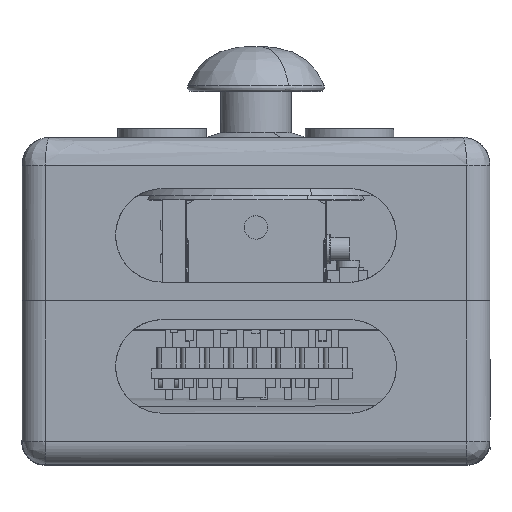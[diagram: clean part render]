
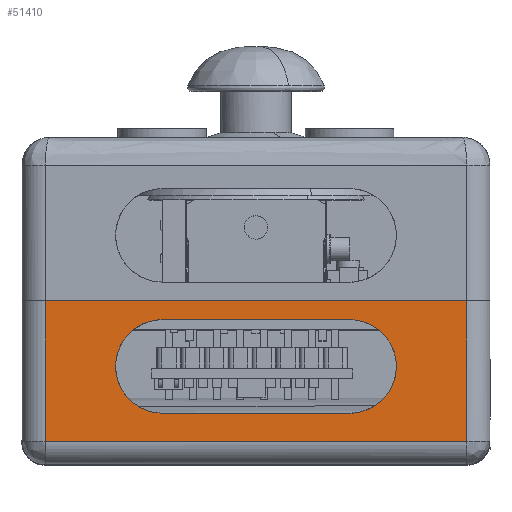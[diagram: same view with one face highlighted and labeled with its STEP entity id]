
A CAD part, top view. The second image highlights one B-rep face of the part: STEP entity #51410.
In plain terms, the highlighted free-form (B-spline) face has degree [1, 1] with [2, 2] control points.
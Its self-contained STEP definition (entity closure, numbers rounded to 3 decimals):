
#51358 = VERTEX_POINT('',#51359);
#51359 = CARTESIAN_POINT('',(32.809,0.,80.199));
#51365 = EDGE_CURVE('',#51358,#51366,#51368,.T.);
#51366 = VERTEX_POINT('',#51367);
#51367 = CARTESIAN_POINT('',(32.809,-21.872,
    80.199));
#51368 = B_SPLINE_CURVE_WITH_KNOTS('',1,(#51369,#51370),.UNSPECIFIED.,
  .F.,.F.,(2,2),(0.,15.),.PIECEWISE_BEZIER_KNOTS.);
#51369 = CARTESIAN_POINT('',(32.809,0.,80.199));
#51370 = CARTESIAN_POINT('',(32.809,-21.872,
    80.199));
#51410 = ADVANCED_FACE('',(#51411,#51433),#51469,.T.);
#51411 = FACE_BOUND('',#51412,.T.);
#51412 = EDGE_LOOP('',(#51413,#51414,#51421,#51428));
#51413 = ORIENTED_EDGE('',*,*,#51365,.F.);
#51414 = ORIENTED_EDGE('',*,*,#51415,.T.);
#51415 = EDGE_CURVE('',#51358,#51416,#51418,.T.);
#51416 = VERTEX_POINT('',#51417);
#51417 = CARTESIAN_POINT('',(-32.809,0.,80.199));
#51418 = B_SPLINE_CURVE_WITH_KNOTS('',1,(#51419,#51420),.UNSPECIFIED.,
  .F.,.F.,(2,2),(-35.,10.),.PIECEWISE_BEZIER_KNOTS.);
#51419 = CARTESIAN_POINT('',(32.809,0.,80.199));
#51420 = CARTESIAN_POINT('',(-32.809,0.,80.199));
#51421 = ORIENTED_EDGE('',*,*,#51422,.F.);
#51422 = EDGE_CURVE('',#51423,#51416,#51425,.T.);
#51423 = VERTEX_POINT('',#51424);
#51424 = CARTESIAN_POINT('',(-32.809,-21.872,
    80.199));
#51425 = B_SPLINE_CURVE_WITH_KNOTS('',1,(#51426,#51427),.UNSPECIFIED.,
  .F.,.F.,(2,2),(-15.,0.),.PIECEWISE_BEZIER_KNOTS.);
#51426 = CARTESIAN_POINT('',(-32.809,-21.872,
    80.199));
#51427 = CARTESIAN_POINT('',(-32.809,0.,80.199));
#51428 = ORIENTED_EDGE('',*,*,#51429,.F.);
#51429 = EDGE_CURVE('',#51366,#51423,#51430,.T.);
#51430 = B_SPLINE_CURVE_WITH_KNOTS('',1,(#51431,#51432),.UNSPECIFIED.,
  .F.,.F.,(2,2),(-35.,10.),.PIECEWISE_BEZIER_KNOTS.);
#51431 = CARTESIAN_POINT('',(32.809,-21.872,
    80.199));
#51432 = CARTESIAN_POINT('',(-32.809,-21.872,
    80.199));
#51433 = FACE_BOUND('',#51434,.T.);
#51434 = EDGE_LOOP('',(#51435,#51444,#51454,#51461));
#51435 = ORIENTED_EDGE('',*,*,#51436,.T.);
#51436 = EDGE_CURVE('',#51437,#51439,#51441,.T.);
#51437 = VERTEX_POINT('',#51438);
#51438 = CARTESIAN_POINT('',(-14.582,-2.916,
    80.199));
#51439 = VERTEX_POINT('',#51440);
#51440 = CARTESIAN_POINT('',(14.582,-2.916,
    80.199));
#51441 = B_SPLINE_CURVE_WITH_KNOTS('',1,(#51442,#51443),.UNSPECIFIED.,
  .F.,.F.,(2,2),(-2.5,17.5),
  .PIECEWISE_BEZIER_KNOTS.);
#51442 = CARTESIAN_POINT('',(-14.582,-2.916,
    80.199));
#51443 = CARTESIAN_POINT('',(14.582,-2.916,
    80.199));
#51444 = ORIENTED_EDGE('',*,*,#51445,.T.);
#51445 = EDGE_CURVE('',#51439,#51446,#51448,.T.);
#51446 = VERTEX_POINT('',#51447);
#51447 = CARTESIAN_POINT('',(14.582,-17.498,
    80.199));
#51448 = ( BOUNDED_CURVE() B_SPLINE_CURVE(2,(#51449,#51450,#51451,#51452
,#51453),.UNSPECIFIED.,.F.,.F.) B_SPLINE_CURVE_WITH_KNOTS((3,2,3),(0.,
1.571,3.142),.PIECEWISE_BEZIER_KNOTS.) CURVE() 
GEOMETRIC_REPRESENTATION_ITEM() RATIONAL_B_SPLINE_CURVE((1.,
0.707,1.,0.707,1.)) REPRESENTATION_ITEM('') );
#51449 = CARTESIAN_POINT('',(14.582,-2.916,
    80.199));
#51450 = CARTESIAN_POINT('',(21.872,-2.916,
    80.199));
#51451 = CARTESIAN_POINT('',(21.872,-10.207,
    80.199));
#51452 = CARTESIAN_POINT('',(21.872,-17.498,
    80.199));
#51453 = CARTESIAN_POINT('',(14.582,-17.498,
    80.199));
#51454 = ORIENTED_EDGE('',*,*,#51455,.T.);
#51455 = EDGE_CURVE('',#51446,#51456,#51458,.T.);
#51456 = VERTEX_POINT('',#51457);
#51457 = CARTESIAN_POINT('',(-14.582,-17.498,
    80.199));
#51458 = B_SPLINE_CURVE_WITH_KNOTS('',1,(#51459,#51460),.UNSPECIFIED.,
  .F.,.F.,(2,2),(-27.5,-7.5),
  .PIECEWISE_BEZIER_KNOTS.);
#51459 = CARTESIAN_POINT('',(14.582,-17.498,
    80.199));
#51460 = CARTESIAN_POINT('',(-14.582,-17.498,
    80.199));
#51461 = ORIENTED_EDGE('',*,*,#51462,.T.);
#51462 = EDGE_CURVE('',#51456,#51437,#51463,.T.);
#51463 = ( BOUNDED_CURVE() B_SPLINE_CURVE(2,(#51464,#51465,#51466,#51467
,#51468),.UNSPECIFIED.,.F.,.F.) B_SPLINE_CURVE_WITH_KNOTS((3,2,3),(0.,
1.571,3.142),.PIECEWISE_BEZIER_KNOTS.) CURVE() 
GEOMETRIC_REPRESENTATION_ITEM() RATIONAL_B_SPLINE_CURVE((1.,
0.707,1.,0.707,1.)) REPRESENTATION_ITEM('') );
#51464 = CARTESIAN_POINT('',(-14.582,-17.498,
    80.199));
#51465 = CARTESIAN_POINT('',(-21.872,-17.498,
    80.199));
#51466 = CARTESIAN_POINT('',(-21.872,-10.207,
    80.199));
#51467 = CARTESIAN_POINT('',(-21.872,-2.916,
    80.199));
#51468 = CARTESIAN_POINT('',(-14.582,-2.916,
    80.199));
#51469 = B_SPLINE_SURFACE_WITH_KNOTS('',1,1,(
    (#51470,#51471)
    ,(#51472,#51473
    )),.UNSPECIFIED.,.F.,.F.,.F.,(2,2),(2,2),(2.5,47.5),(-15.,0.),
  .PIECEWISE_BEZIER_KNOTS.);
#51470 = CARTESIAN_POINT('',(-32.809,-21.872,
    80.199));
#51471 = CARTESIAN_POINT('',(-32.809,0.,80.199));
#51472 = CARTESIAN_POINT('',(32.809,-21.872,
    80.199));
#51473 = CARTESIAN_POINT('',(32.809,0.,80.199));
